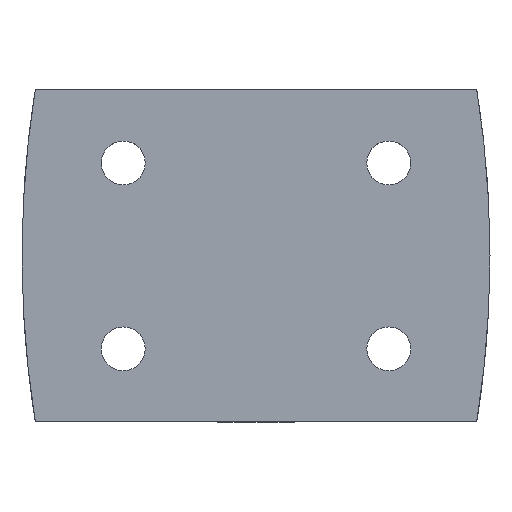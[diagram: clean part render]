
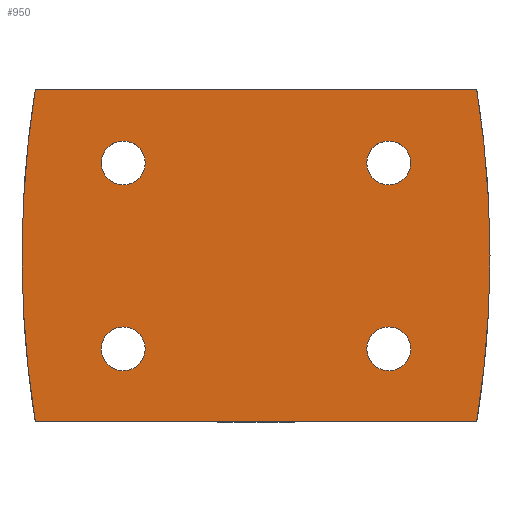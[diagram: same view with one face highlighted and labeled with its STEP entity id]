
A CAD part, top view. The second image highlights one B-rep face of the part: STEP entity #950.
In plain terms, the highlighted planar face has unit normal (0, 0, 1).
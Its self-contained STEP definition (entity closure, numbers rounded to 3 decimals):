
#3 = VERTEX_POINT ( 'NONE', #193 ) ;
#6 = AXIS2_PLACEMENT_3D ( 'NONE', #1038, #1587, #375 ) ;
#19 = AXIS2_PLACEMENT_3D ( 'NONE', #890, #1701, #1727 ) ;
#27 = LINE ( 'NONE', #275, #837 ) ;
#48 = CIRCLE ( 'NONE', #397, 3.3 ) ;
#54 = FACE_BOUND ( 'NONE', #1179, .T. ) ;
#86 = CARTESIAN_POINT ( 'NONE',  ( 20., -14., 10.5 ) ) ;
#88 = CARTESIAN_POINT ( 'NONE',  ( 122., 0., 10.5 ) ) ;
#90 = CARTESIAN_POINT ( 'NONE',  ( -33.25, 25., 10.5 ) ) ;
#102 = VERTEX_POINT ( 'NONE', #1356 ) ;
#110 = EDGE_CURVE ( 'NONE', #1730, #1467, #48, .T. ) ;
#121 = DIRECTION ( 'NONE',  ( 0., 0., -1. ) ) ;
#128 = DIRECTION ( 'NONE',  ( -1., 0., 0. ) ) ;
#152 = AXIS2_PLACEMENT_3D ( 'NONE', #1578, #1439, #516 ) ;
#171 = AXIS2_PLACEMENT_3D ( 'NONE', #282, #477, #349 ) ;
#179 = AXIS2_PLACEMENT_3D ( 'NONE', #673, #1608, #395 ) ;
#193 = CARTESIAN_POINT ( 'NONE',  ( -35.25, 0., 10.5 ) ) ;
#231 = CIRCLE ( 'NONE', #6, 3.3 ) ;
#235 = DIRECTION ( 'NONE',  ( 1., 0., 0. ) ) ;
#264 = CARTESIAN_POINT ( 'NONE',  ( 33.25, 25., 10.5 ) ) ;
#275 = CARTESIAN_POINT ( 'NONE',  ( -0.75, 25., 10.5 ) ) ;
#282 = CARTESIAN_POINT ( 'NONE',  ( -20., 14., 10.5 ) ) ;
#298 = ORIENTED_EDGE ( 'NONE', *, *, #1043, .T. ) ;
#300 = DIRECTION ( 'NONE',  ( 1., 0., 0. ) ) ;
#302 = DIRECTION ( 'NONE',  ( 0., 0., -1. ) ) ;
#304 = DIRECTION ( 'NONE',  ( 0., 0., -1. ) ) ;
#316 = DIRECTION ( 'NONE',  ( 0., 0., 1. ) ) ;
#337 = FACE_BOUND ( 'NONE', #416, .T. ) ;
#349 = DIRECTION ( 'NONE',  ( -1., 0., 0. ) ) ;
#371 = AXIS2_PLACEMENT_3D ( 'NONE', #1206, #1749, #929 ) ;
#375 = DIRECTION ( 'NONE',  ( -1., 0., 0. ) ) ;
#394 = EDGE_CURVE ( 'NONE', #649, #1606, #934, .T. ) ;
#395 = DIRECTION ( 'NONE',  ( -1., 0., 0. ) ) ;
#397 = AXIS2_PLACEMENT_3D ( 'NONE', #1610, #302, #128 ) ;
#402 = ORIENTED_EDGE ( 'NONE', *, *, #394, .T. ) ;
#405 = CARTESIAN_POINT ( 'NONE',  ( 35.25, 0., 10.5 ) ) ;
#416 = EDGE_LOOP ( 'NONE', ( #712, #921 ) ) ;
#433 = CIRCLE ( 'NONE', #1651, 3.3 ) ;
#443 = ORIENTED_EDGE ( 'NONE', *, *, #1056, .T. ) ;
#463 = CARTESIAN_POINT ( 'NONE',  ( 16.7, 14., 10.5 ) ) ;
#468 = AXIS2_PLACEMENT_3D ( 'NONE', #1387, #550, #1221 ) ;
#470 = EDGE_CURVE ( 'NONE', #795, #3, #548, .T. ) ;
#477 = DIRECTION ( 'NONE',  ( 0., 0., -1. ) ) ;
#515 = EDGE_LOOP ( 'NONE', ( #1319, #930 ) ) ;
#516 = DIRECTION ( 'NONE',  ( -1., 0., 0. ) ) ;
#548 = CIRCLE ( 'NONE', #1311, 157.25 ) ;
#550 = DIRECTION ( 'NONE',  ( 0., 0., -1. ) ) ;
#554 = VERTEX_POINT ( 'NONE', #857 ) ;
#581 = PLANE ( 'NONE',  #1152 ) ;
#593 = CARTESIAN_POINT ( 'NONE',  ( 20., 14., 10.5 ) ) ;
#597 = FACE_BOUND ( 'NONE', #1368, .T. ) ;
#633 = LINE ( 'NONE', #896, #1391 ) ;
#649 = VERTEX_POINT ( 'NONE', #1698 ) ;
#673 = CARTESIAN_POINT ( 'NONE',  ( 20., -14., 10.5 ) ) ;
#682 = EDGE_CURVE ( 'NONE', #1431, #832, #1463, .T. ) ;
#712 = ORIENTED_EDGE ( 'NONE', *, *, #820, .T. ) ;
#722 = CARTESIAN_POINT ( 'NONE',  ( 33.25, -25., 10.5 ) ) ;
#778 = ORIENTED_EDGE ( 'NONE', *, *, #470, .F. ) ;
#780 = EDGE_CURVE ( 'NONE', #1750, #1431, #27, .T. ) ;
#784 = EDGE_LOOP ( 'NONE', ( #778, #298, #1633, #1660, #904, #1506 ) ) ;
#795 = VERTEX_POINT ( 'NONE', #1080 ) ;
#820 = EDGE_CURVE ( 'NONE', #554, #102, #1010, .T. ) ;
#832 = VERTEX_POINT ( 'NONE', #405 ) ;
#837 = VECTOR ( 'NONE', #300, 1000. ) ;
#852 = DIRECTION ( 'NONE',  ( -1., 0., 0. ) ) ;
#857 = CARTESIAN_POINT ( 'NONE',  ( -23.3, 14., 10.5 ) ) ;
#863 = FACE_OUTER_BOUND ( 'NONE', #784, .T. ) ;
#886 = DIRECTION ( 'NONE',  ( -1., 0., 0. ) ) ;
#890 = CARTESIAN_POINT ( 'NONE',  ( -122., 0., 10.5 ) ) ;
#896 = CARTESIAN_POINT ( 'NONE',  ( -0.75, -25., 10.5 ) ) ;
#904 = ORIENTED_EDGE ( 'NONE', *, *, #780, .F. ) ;
#917 = EDGE_CURVE ( 'NONE', #102, #554, #923, .T. ) ;
#921 = ORIENTED_EDGE ( 'NONE', *, *, #917, .T. ) ;
#923 = CIRCLE ( 'NONE', #171, 3.3 ) ;
#929 = DIRECTION ( 'NONE',  ( -1., 0., 0. ) ) ;
#930 = ORIENTED_EDGE ( 'NONE', *, *, #110, .T. ) ;
#934 = CIRCLE ( 'NONE', #179, 3.3 ) ;
#935 = DIRECTION ( 'NONE',  ( 0., 0., -1. ) ) ;
#950 = ADVANCED_FACE ( 'NONE', ( #863, #337, #996, #597, #54 ), #581, .T. ) ;
#996 = FACE_BOUND ( 'NONE', #515, .T. ) ;
#1010 = CIRCLE ( 'NONE', #468, 3.3 ) ;
#1027 = CIRCLE ( 'NONE', #1254, 157.25 ) ;
#1038 = CARTESIAN_POINT ( 'NONE',  ( 20., 14., 10.5 ) ) ;
#1043 = EDGE_CURVE ( 'NONE', #795, #1490, #633, .T. ) ;
#1056 = EDGE_CURVE ( 'NONE', #1722, #1530, #231, .T. ) ;
#1057 = ORIENTED_EDGE ( 'NONE', *, *, #1681, .T. ) ;
#1080 = CARTESIAN_POINT ( 'NONE',  ( -33.25, -25., 10.5 ) ) ;
#1084 = CIRCLE ( 'NONE', #371, 157.25 ) ;
#1090 = CARTESIAN_POINT ( 'NONE',  ( 122., 0., 10.5 ) ) ;
#1139 = CARTESIAN_POINT ( 'NONE',  ( 23.3, 14., 10.5 ) ) ;
#1152 = AXIS2_PLACEMENT_3D ( 'NONE', #1697, #316, #1292 ) ;
#1179 = EDGE_LOOP ( 'NONE', ( #443, #1057 ) ) ;
#1206 = CARTESIAN_POINT ( 'NONE',  ( -122., 0., 10.5 ) ) ;
#1221 = DIRECTION ( 'NONE',  ( -1., 0., 0. ) ) ;
#1237 = EDGE_CURVE ( 'NONE', #1467, #1730, #1676, .T. ) ;
#1254 = AXIS2_PLACEMENT_3D ( 'NONE', #1090, #935, #1482 ) ;
#1262 = EDGE_CURVE ( 'NONE', #832, #1490, #1084, .T. ) ;
#1292 = DIRECTION ( 'NONE',  ( 1., 0., 0. ) ) ;
#1311 = AXIS2_PLACEMENT_3D ( 'NONE', #88, #1726, #1589 ) ;
#1319 = ORIENTED_EDGE ( 'NONE', *, *, #1237, .T. ) ;
#1356 = CARTESIAN_POINT ( 'NONE',  ( -16.7, 14., 10.5 ) ) ;
#1368 = EDGE_LOOP ( 'NONE', ( #1470, #402 ) ) ;
#1384 = CARTESIAN_POINT ( 'NONE',  ( -16.7, -14., 10.5 ) ) ;
#1387 = CARTESIAN_POINT ( 'NONE',  ( -20., 14., 10.5 ) ) ;
#1391 = VECTOR ( 'NONE', #235, 1000. ) ;
#1415 = EDGE_CURVE ( 'NONE', #3, #1750, #1027, .T. ) ;
#1423 = AXIS2_PLACEMENT_3D ( 'NONE', #593, #304, #852 ) ;
#1431 = VERTEX_POINT ( 'NONE', #264 ) ;
#1439 = DIRECTION ( 'NONE',  ( 0., 0., -1. ) ) ;
#1460 = CARTESIAN_POINT ( 'NONE',  ( 16.7, -14., 10.5 ) ) ;
#1463 = CIRCLE ( 'NONE', #19, 157.25 ) ;
#1467 = VERTEX_POINT ( 'NONE', #1679 ) ;
#1470 = ORIENTED_EDGE ( 'NONE', *, *, #1550, .T. ) ;
#1482 = DIRECTION ( 'NONE',  ( 1., 0., 0. ) ) ;
#1490 = VERTEX_POINT ( 'NONE', #722 ) ;
#1506 = ORIENTED_EDGE ( 'NONE', *, *, #1415, .F. ) ;
#1530 = VERTEX_POINT ( 'NONE', #1139 ) ;
#1550 = EDGE_CURVE ( 'NONE', #1606, #649, #433, .T. ) ;
#1563 = CIRCLE ( 'NONE', #1423, 3.3 ) ;
#1578 = CARTESIAN_POINT ( 'NONE',  ( -20., -14., 10.5 ) ) ;
#1587 = DIRECTION ( 'NONE',  ( 0., 0., -1. ) ) ;
#1589 = DIRECTION ( 'NONE',  ( 1., 0., 0. ) ) ;
#1606 = VERTEX_POINT ( 'NONE', #1460 ) ;
#1608 = DIRECTION ( 'NONE',  ( 0., 0., -1. ) ) ;
#1610 = CARTESIAN_POINT ( 'NONE',  ( -20., -14., 10.5 ) ) ;
#1633 = ORIENTED_EDGE ( 'NONE', *, *, #1262, .F. ) ;
#1651 = AXIS2_PLACEMENT_3D ( 'NONE', #86, #121, #886 ) ;
#1660 = ORIENTED_EDGE ( 'NONE', *, *, #682, .F. ) ;
#1676 = CIRCLE ( 'NONE', #152, 3.3 ) ;
#1679 = CARTESIAN_POINT ( 'NONE',  ( -23.3, -14., 10.5 ) ) ;
#1681 = EDGE_CURVE ( 'NONE', #1530, #1722, #1563, .T. ) ;
#1697 = CARTESIAN_POINT ( 'NONE',  ( -0.75, -25., 10.5 ) ) ;
#1698 = CARTESIAN_POINT ( 'NONE',  ( 23.3, -14., 10.5 ) ) ;
#1701 = DIRECTION ( 'NONE',  ( 0., 0., -1. ) ) ;
#1722 = VERTEX_POINT ( 'NONE', #463 ) ;
#1726 = DIRECTION ( 'NONE',  ( 0., 0., -1. ) ) ;
#1727 = DIRECTION ( 'NONE',  ( -1., 0., 0. ) ) ;
#1730 = VERTEX_POINT ( 'NONE', #1384 ) ;
#1749 = DIRECTION ( 'NONE',  ( 0., 0., -1. ) ) ;
#1750 = VERTEX_POINT ( 'NONE', #90 ) ;
